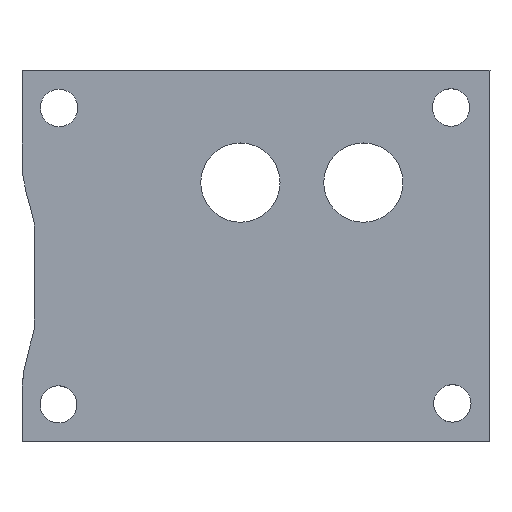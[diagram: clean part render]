
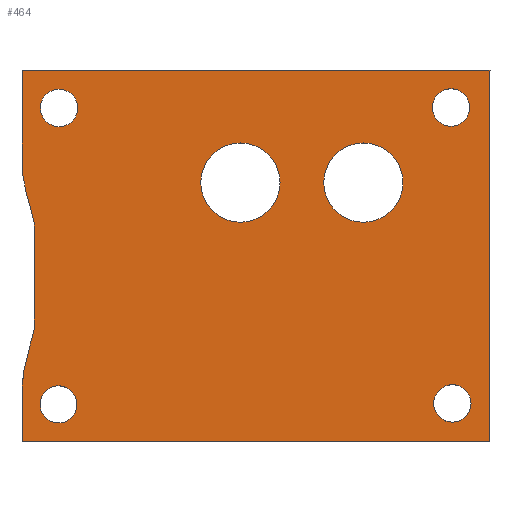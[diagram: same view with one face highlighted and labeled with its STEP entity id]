
A CAD part, top view. The second image highlights one B-rep face of the part: STEP entity #464.
In plain terms, the highlighted planar face has unit normal (0, 0, 1).
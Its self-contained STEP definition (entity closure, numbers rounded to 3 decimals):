
#36=FACE_BOUND('',#160,.T.);
#37=FACE_BOUND('',#161,.T.);
#38=FACE_BOUND('',#162,.T.);
#39=FACE_BOUND('',#163,.T.);
#40=FACE_BOUND('',#164,.T.);
#41=FACE_BOUND('',#165,.T.);
#48=LINE('',#782,#76);
#51=LINE('',#788,#79);
#53=LINE('',#792,#81);
#55=LINE('',#795,#83);
#56=LINE('',#797,#84);
#64=LINE('',#894,#92);
#65=LINE('',#899,#93);
#66=LINE('',#921,#94);
#76=VECTOR('',#569,10.);
#79=VECTOR('',#574,10.);
#81=VECTOR('',#578,10.);
#83=VECTOR('',#582,10.);
#84=VECTOR('',#585,10.);
#92=VECTOR('',#625,10.);
#93=VECTOR('',#632,10.);
#94=VECTOR('',#635,10.);
#105=PLANE('',#527);
#129=FACE_OUTER_BOUND('',#159,.T.);
#159=EDGE_LOOP('',(#419,#420,#421,#422,#423,#424,#425,#426,#427,#428));
#160=EDGE_LOOP('',(#429,#430));
#161=EDGE_LOOP('',(#431));
#162=EDGE_LOOP('',(#432));
#163=EDGE_LOOP('',(#433));
#164=EDGE_LOOP('',(#434));
#165=EDGE_LOOP('',(#435));
#177=CIRCLE('',#500,1.5);
#178=CIRCLE('',#502,1.5);
#179=CIRCLE('',#504,1.5);
#181=CIRCLE('',#507,1.5);
#189=CIRCLE('',#522,3.175);
#190=CIRCLE('',#524,3.175);
#191=CIRCLE('',#526,1.5);
#193=B_SPLINE_CURVE_WITH_KNOTS('',3,(#675,#676,#677,#678,#679,#680,#681,
#682),.UNSPECIFIED.,.F.,.F.,(4,2,2,4),(-3.574,-3.468,
-3.362,-3.098),.UNSPECIFIED.);
#199=B_SPLINE_CURVE_WITH_KNOTS('',3,(#770,#771,#772,#773,#774,#775,#776,
#777),.UNSPECIFIED.,.F.,.F.,(4,2,2,4),(3.098,3.362,
3.468,3.574),.UNSPECIFIED.);
#204=VERTEX_POINT('',#672);
#205=VERTEX_POINT('',#674);
#223=VERTEX_POINT('',#768);
#224=VERTEX_POINT('',#769);
#225=VERTEX_POINT('',#781);
#226=VERTEX_POINT('',#785);
#227=VERTEX_POINT('',#787);
#228=VERTEX_POINT('',#791);
#229=VERTEX_POINT('',#799);
#230=VERTEX_POINT('',#801);
#231=VERTEX_POINT('',#807);
#236=VERTEX_POINT('',#832);
#239=VERTEX_POINT('',#893);
#240=VERTEX_POINT('',#898);
#241=VERTEX_POINT('',#925);
#242=VERTEX_POINT('',#929);
#243=VERTEX_POINT('',#933);
#246=EDGE_CURVE('',#204,#205,#193,.T.);
#266=EDGE_CURVE('',#223,#224,#199,.T.);
#269=EDGE_CURVE('',#224,#225,#48,.T.);
#272=EDGE_CURVE('',#226,#227,#51,.T.);
#274=EDGE_CURVE('',#228,#227,#53,.T.);
#276=EDGE_CURVE('',#204,#228,#55,.T.);
#277=EDGE_CURVE('',#226,#225,#56,.T.);
#279=EDGE_CURVE('',#230,#229,#177,.T.);
#281=EDGE_CURVE('',#229,#230,#178,.T.);
#283=EDGE_CURVE('',#231,#231,#179,.T.);
#289=EDGE_CURVE('',#236,#236,#181,.T.);
#296=EDGE_CURVE('',#239,#205,#64,.T.);
#298=EDGE_CURVE('',#240,#239,#65,.T.);
#300=EDGE_CURVE('',#223,#240,#66,.T.);
#303=EDGE_CURVE('',#241,#241,#189,.T.);
#305=EDGE_CURVE('',#242,#242,#190,.T.);
#307=EDGE_CURVE('',#243,#243,#191,.T.);
#419=ORIENTED_EDGE('',*,*,#246,.F.);
#420=ORIENTED_EDGE('',*,*,#276,.T.);
#421=ORIENTED_EDGE('',*,*,#274,.T.);
#422=ORIENTED_EDGE('',*,*,#272,.F.);
#423=ORIENTED_EDGE('',*,*,#277,.T.);
#424=ORIENTED_EDGE('',*,*,#269,.F.);
#425=ORIENTED_EDGE('',*,*,#266,.F.);
#426=ORIENTED_EDGE('',*,*,#300,.T.);
#427=ORIENTED_EDGE('',*,*,#298,.T.);
#428=ORIENTED_EDGE('',*,*,#296,.T.);
#429=ORIENTED_EDGE('',*,*,#281,.T.);
#430=ORIENTED_EDGE('',*,*,#279,.T.);
#431=ORIENTED_EDGE('',*,*,#283,.T.);
#432=ORIENTED_EDGE('',*,*,#289,.T.);
#433=ORIENTED_EDGE('',*,*,#305,.T.);
#434=ORIENTED_EDGE('',*,*,#303,.T.);
#435=ORIENTED_EDGE('',*,*,#307,.T.);
#464=ADVANCED_FACE('',(#129,#36,#37,#38,#39,#40,#41),#105,.T.);
#500=AXIS2_PLACEMENT_3D('',#802,#589,#590);
#502=AXIS2_PLACEMENT_3D('',#805,#594,#595);
#504=AXIS2_PLACEMENT_3D('',#809,#599,#600);
#507=AXIS2_PLACEMENT_3D('',#834,#608,#609);
#522=AXIS2_PLACEMENT_3D('',#927,#643,#644);
#524=AXIS2_PLACEMENT_3D('',#931,#648,#649);
#526=AXIS2_PLACEMENT_3D('',#935,#653,#654);
#527=AXIS2_PLACEMENT_3D('',#936,#655,#656);
#569=DIRECTION('',(0.,1.,0.));
#574=DIRECTION('',(0.,-1.,0.));
#578=DIRECTION('',(1.,0.,0.));
#582=DIRECTION('',(0.,-1.,0.));
#585=DIRECTION('',(-1.,0.,0.));
#589=DIRECTION('center_axis',(0.,0.,-1.));
#590=DIRECTION('ref_axis',(-1.,0.,0.));
#594=DIRECTION('center_axis',(0.,0.,-1.));
#595=DIRECTION('ref_axis',(-0.619,-0.786,0.));
#599=DIRECTION('center_axis',(0.,0.,-1.));
#600=DIRECTION('ref_axis',(-1.,0.,0.));
#608=DIRECTION('center_axis',(0.,0.,-1.));
#609=DIRECTION('ref_axis',(-1.,0.,0.));
#625=DIRECTION('',(0.,-1.,0.));
#632=DIRECTION('',(0.,-1.,0.));
#635=DIRECTION('',(0.,-1.,0.));
#643=DIRECTION('center_axis',(0.,0.,-1.));
#644=DIRECTION('ref_axis',(1.,0.,0.));
#648=DIRECTION('center_axis',(0.,0.,-1.));
#649=DIRECTION('ref_axis',(1.,0.,0.));
#653=DIRECTION('center_axis',(0.,0.,-1.));
#654=DIRECTION('ref_axis',(-1.,0.,0.));
#655=DIRECTION('center_axis',(0.,0.,1.));
#656=DIRECTION('ref_axis',(1.,0.,0.));
#672=CARTESIAN_POINT('',(-21.,-6.766,9.));
#674=CARTESIAN_POINT('',(-20.,-1.821,9.));
#675=CARTESIAN_POINT('Ctrl Pts',(-21.,-6.766,9.));
#676=CARTESIAN_POINT('Ctrl Pts',(-21.,-6.412,9.));
#677=CARTESIAN_POINT('Ctrl Pts',(-20.975,-6.025,9.));
#678=CARTESIAN_POINT('Ctrl Pts',(-20.874,-5.256,9.));
#679=CARTESIAN_POINT('Ctrl Pts',(-20.799,-4.875,9.));
#680=CARTESIAN_POINT('Ctrl Pts',(-20.517,-3.677,9.));
#681=CARTESIAN_POINT('Ctrl Pts',(-20.174,-2.735,9.));
#682=CARTESIAN_POINT('Ctrl Pts',(-20.,-1.821,9.));
#768=CARTESIAN_POINT('',(-20.,6.561,9.));
#769=CARTESIAN_POINT('',(-21.,11.506,9.));
#770=CARTESIAN_POINT('Ctrl Pts',(-20.,6.561,9.));
#771=CARTESIAN_POINT('Ctrl Pts',(-20.174,7.475,9.));
#772=CARTESIAN_POINT('Ctrl Pts',(-20.517,8.417,9.));
#773=CARTESIAN_POINT('Ctrl Pts',(-20.799,9.615,9.));
#774=CARTESIAN_POINT('Ctrl Pts',(-20.874,9.996,9.));
#775=CARTESIAN_POINT('Ctrl Pts',(-20.975,10.765,9.));
#776=CARTESIAN_POINT('Ctrl Pts',(-21.,11.152,9.));
#777=CARTESIAN_POINT('Ctrl Pts',(-21.,11.506,9.));
#781=CARTESIAN_POINT('',(-21.,18.87,9.));
#782=CARTESIAN_POINT('',(-21.,-9.889,9.));
#785=CARTESIAN_POINT('',(16.5,18.87,9.));
#787=CARTESIAN_POINT('',(16.5,-10.889,9.));
#788=CARTESIAN_POINT('',(16.5,17.87,9.));
#791=CARTESIAN_POINT('',(-21.,-10.889,9.));
#792=CARTESIAN_POINT('',(15.5,-10.889,9.));
#795=CARTESIAN_POINT('',(-21.,-9.889,9.));
#797=CARTESIAN_POINT('',(-20.,18.87,9.));
#799=CARTESIAN_POINT('',(-18.703,-6.542,9.));
#801=CARTESIAN_POINT('',(-17.457,-9.271,9.));
#802=CARTESIAN_POINT('Origin',(-18.056,-7.895,9.));
#805=CARTESIAN_POINT('Origin',(-18.104,-7.917,9.));
#807=CARTESIAN_POINT('',(14.873,15.886,9.));
#809=CARTESIAN_POINT('Origin',(13.373,15.886,9.));
#832=CARTESIAN_POINT('',(14.984,-7.825,9.));
#834=CARTESIAN_POINT('Origin',(13.484,-7.825,9.));
#893=CARTESIAN_POINT('',(-20.,-0.8,9.));
#894=CARTESIAN_POINT('',(-20.,-9.889,9.));
#898=CARTESIAN_POINT('',(-20.,5.54,9.));
#899=CARTESIAN_POINT('',(-20.,-9.889,9.));
#921=CARTESIAN_POINT('',(-20.,-9.889,9.));
#925=CARTESIAN_POINT('',(-6.675,9.87,9.));
#927=CARTESIAN_POINT('Origin',(-3.5,9.87,9.));
#929=CARTESIAN_POINT('',(3.175,9.87,9.));
#931=CARTESIAN_POINT('Origin',(6.35,9.87,9.));
#933=CARTESIAN_POINT('',(-16.529,15.855,9.));
#935=CARTESIAN_POINT('Origin',(-18.029,15.855,9.));
#936=CARTESIAN_POINT('Origin',(-2.25,3.991,9.));
